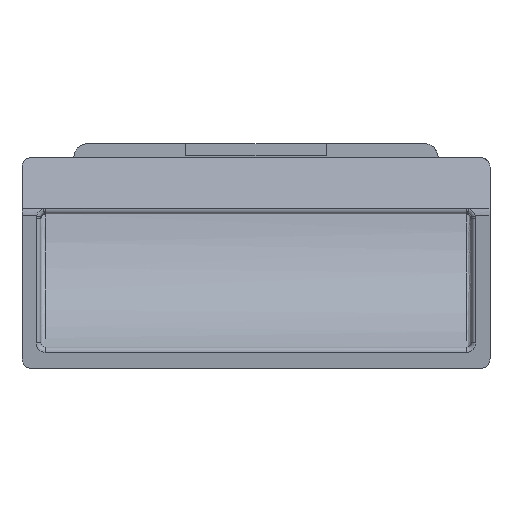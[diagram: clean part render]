
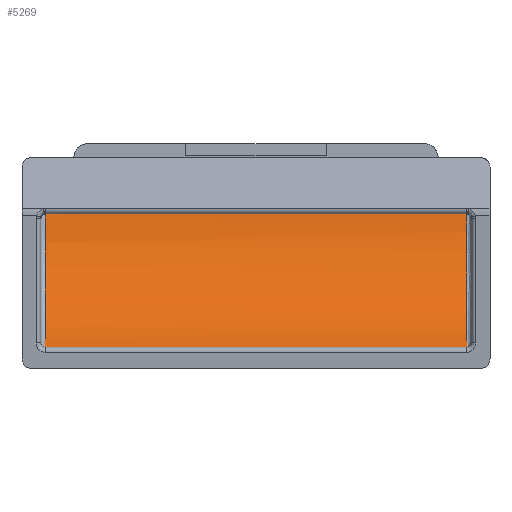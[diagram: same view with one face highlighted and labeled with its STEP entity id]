
A CAD part, front view. The second image highlights one B-rep face of the part: STEP entity #5269.
In plain terms, the highlighted free-form (B-spline) face has degree [1, 2] with [2, 3] control points.
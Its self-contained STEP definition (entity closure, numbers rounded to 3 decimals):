
#1715=CARTESIAN_POINT('',(-45.0,19.567,9.746));
#1716=VERTEX_POINT('',#1715);
#1730=CARTESIAN_POINT('',(45.0,19.567,9.746));
#1731=VERTEX_POINT('',#1730);
#1732=CARTESIAN_POINT('',(45.0,19.567,9.746));
#1733=CARTESIAN_POINT('',(-45.0,19.567,9.746));
#1734=QUASI_UNIFORM_CURVE('',1,(#1732,#1733),.UNSPECIFIED.,.F.,.U.);
#1735=EDGE_CURVE('',#1731,#1716,#1734,.T.);
#3048=CARTESIAN_POINT('',(-45.0,0.021,-18.739));
#3049=VERTEX_POINT('',#3048);
#3057=CARTESIAN_POINT('',(-45.0,19.567,9.746));
#3058=CARTESIAN_POINT('',(-45.0,17.534,-9.807));
#3059=CARTESIAN_POINT('',(-45.0,0.021,-18.739));
#3067=(BOUNDED_CURVE()B_SPLINE_CURVE(2,(#3057,#3058,#3059),.UNSPECIFIED.,.F.,.U.)CURVE()GEOMETRIC_REPRESENTATION_ITEM()QUASI_UNIFORM_CURVE()RATIONAL_B_SPLINE_CURVE((1.0,0.879,1.0))REPRESENTATION_ITEM(''));
#3068=EDGE_CURVE('',#1716,#3049,#3067,.T.);
#3237=CARTESIAN_POINT('',(45.0,0.021,-18.739));
#3238=VERTEX_POINT('',#3237);
#3239=CARTESIAN_POINT('',(45.0,0.021,-18.739));
#3240=CARTESIAN_POINT('',(45.0,17.534,-9.807));
#3241=CARTESIAN_POINT('',(45.0,19.567,9.746));
#3249=(BOUNDED_CURVE()B_SPLINE_CURVE(2,(#3239,#3240,#3241),.UNSPECIFIED.,.F.,.U.)CURVE()GEOMETRIC_REPRESENTATION_ITEM()QUASI_UNIFORM_CURVE()RATIONAL_B_SPLINE_CURVE((1.0,0.879,1.0))REPRESENTATION_ITEM(''));
#3250=EDGE_CURVE('',#3238,#1731,#3249,.T.);
#5245=CARTESIAN_POINT('',(-47.25,19.694,11.294));
#5246=CARTESIAN_POINT('',(47.306,19.694,11.294));
#5247=CARTESIAN_POINT('',(-47.25,18.37,-10.501));
#5248=CARTESIAN_POINT('',(47.306,18.37,-10.501));
#5249=CARTESIAN_POINT('',(-47.25,-1.531,-19.485));
#5250=CARTESIAN_POINT('',(47.306,-1.531,-19.485));
#5258=(BOUNDED_SURFACE()B_SPLINE_SURFACE(1,2,((#5245,#5247,#5249),(#5246,#5248,#5250)),.UNSPECIFIED.,.F.,.F.,.U.)B_SPLINE_SURFACE_WITH_KNOTS((2,2),(3,3),(0.0,94.556),(0.0,40.286),.UNSPECIFIED.)GEOMETRIC_REPRESENTATION_ITEM()RATIONAL_B_SPLINE_SURFACE(((1.0,0.852,0.991),(1.0,0.852,0.991)))REPRESENTATION_ITEM('')SURFACE());
#5259=ORIENTED_EDGE('',*,*,#3250,.T.);
#5260=ORIENTED_EDGE('',*,*,#1735,.T.);
#5261=ORIENTED_EDGE('',*,*,#3068,.T.);
#5262=CARTESIAN_POINT('',(-45.0,0.021,-18.739));
#5263=CARTESIAN_POINT('',(45.0,0.021,-18.739));
#5264=QUASI_UNIFORM_CURVE('',1,(#5262,#5263),.UNSPECIFIED.,.F.,.U.);
#5265=EDGE_CURVE('',#3049,#3238,#5264,.T.);
#5266=ORIENTED_EDGE('',*,*,#5265,.T.);
#5267=EDGE_LOOP('',(#5259,#5260,#5261,#5266));
#5268=FACE_OUTER_BOUND('',#5267,.T.);
#5269=ADVANCED_FACE('',(#5268),#5258,.F.);
